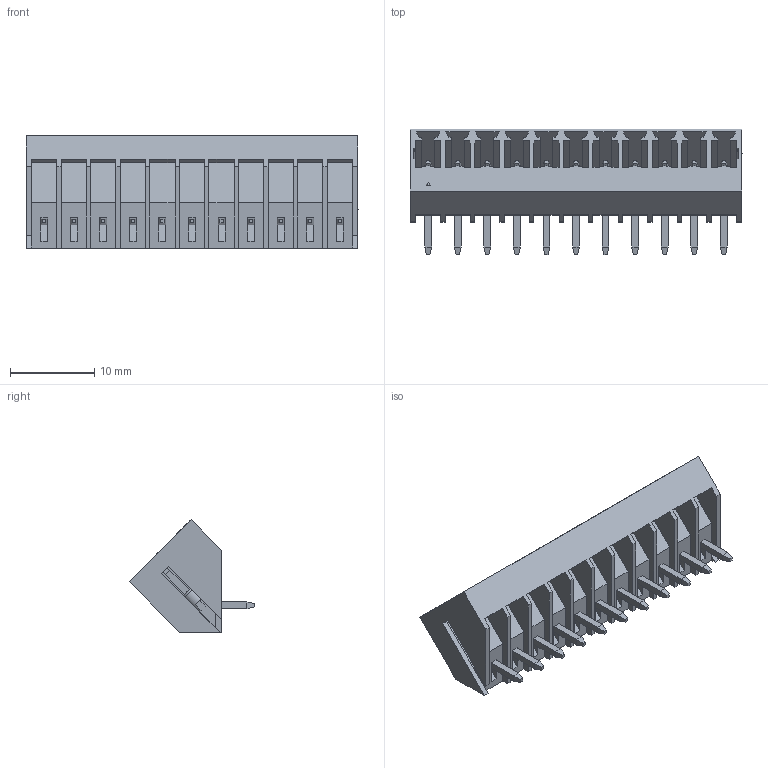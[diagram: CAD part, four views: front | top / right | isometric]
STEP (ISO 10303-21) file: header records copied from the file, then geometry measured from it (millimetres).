
FILE_DESCRIPTION (( 'STEP AP214' ), '1' );
FILE_NAME ('15EDGLC-3.5-11P-14-00AH.STEP', '2021-01-29T01:27:47', ( '' ), ( '' ), 'SwSTEP 2.0', 'SolidWorks 2020', '' );
FILE_SCHEMA (( 'AUTOMOTIVE_DESIGN' ));
Length unit declared in the file: millimetre
Products named in the file (1): 15EDGLC-3.5-11P-14-00AH
Bounding box: 39.3 x 14.9 x 13.33 mm (x, y, z)
Volume: 1464.7 mm3; surface area: 5013.8 mm2
Topology: 1 solids, 1 shells, 1042 faces, 2844 edges, 1864 vertices
Faces by surface type: plane 826, bspline 150, cylinder 44, torus 22
Entity records: 45338 total; most frequent: CARTESIAN_POINT 14453, ORIENTED_EDGE 5688, DIRECTION 4484, EDGE_CURVE 2844, LINE 2390, VECTOR 2390, VERTEX_POINT 1864, EDGE_LOOP 1106
